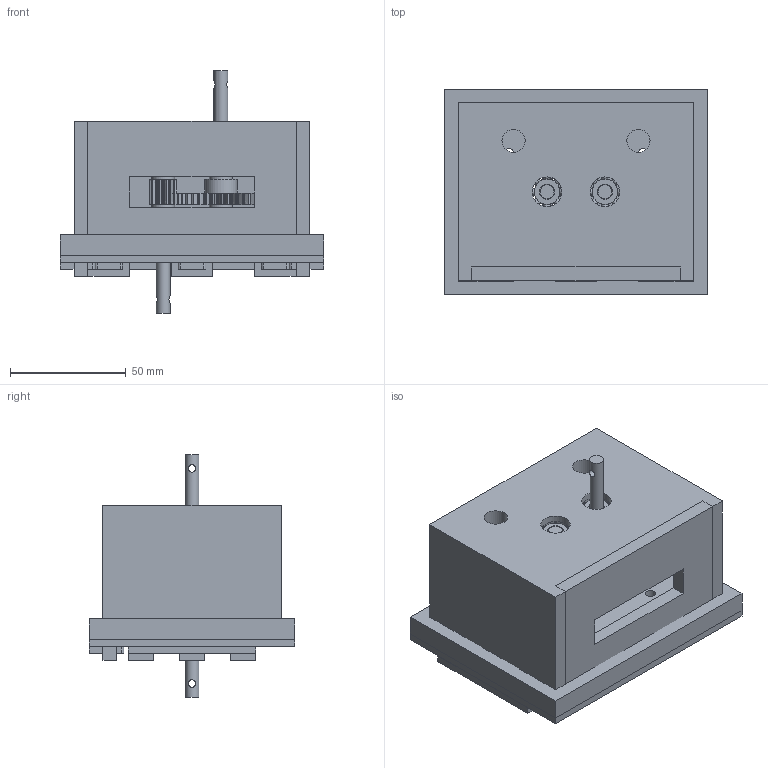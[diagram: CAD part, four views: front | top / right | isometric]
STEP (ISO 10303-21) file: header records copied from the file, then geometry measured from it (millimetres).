
FILE_DESCRIPTION(/* description */ (''),/* implementation_level */ '2;1');
FILE_NAME(/* name */ 'Disk_Sorter-Gearbox-STEP214.stp',/* time_stamp */ '2024-05-22T22:37:06+02:00',/* author */ (''),/* organization */ (''),/* preprocessor_version */ 'ST-DEVELOPER v19.3',/* originating_system */ 'SIEMENS PLM Software NX2212.4000',/* authorisation */ '');
FILE_SCHEMA (('AUTOMOTIVE_DESIGN { 1 0 10303 214 3 1 1 1 }'));
Length unit declared in the file: millimetre
Products named in the file (18): SKF_626_SKF_626_PART4; SKF_626_SKF_626_PART3; SKF_626_SKF_626_PART2; SKF_626_SKF_626_PART1; Klem achterwand; Klem zijwand; Voorwand; C-ring; Klein tandwiel tanden; Groot Tandwiel tanden; Bushing; Bushing MDF; As; Omhulsel; Onderplaat_9mm; Onderplaat_3mm; SKF_626; Assembly_tandwielkast
Assembly tree (43 placements, depth 3):
  Assembly_tandwielkast
    Onderplaat_3mm
    Onderplaat_9mm
    Omhulsel
    SKF_626  x4
      SKF_626_SKF_626_PART1
      SKF_626_SKF_626_PART2
      SKF_626_SKF_626_PART3
      SKF_626_SKF_626_PART4
    As  x2
    Bushing MDF  x4
    Bushing  x4
    Groot Tandwiel tanden
    Klein tandwiel tanden
    C-ring  x2
    Voorwand
    Klem zijwand  x2
    Klem achterwand
Bounding box: 114 x 89 x 105 mm (x, y, z)
Volume: 298713.4 mm3; surface area: 129746.3 mm2
Topology: 61 solids, 61 shells, 821 faces, 2239 edges, 1477 vertices
Faces by surface type: plane 341, extrusion 218, cylinder 190, torus 40, sphere 32
Full cylindrical faces by diameter (mm): 1.5 x4, 3.2 x4, 4 x2, 4.5 x8, 6 x8, 6.1 x8, 10 x10, 11.1 x8, 12.8 x2, 13 x2, 14 x1, 15.2 x8, 19 x6, 20 x4, 21.5 x2
Entity records: 24082 total; most frequent: CARTESIAN_POINT 7413, ORIENTED_EDGE 3670, DIRECTION 2696, EDGE_CURVE 1835, VECTOR 1270, VERTEX_POINT 1254, LINE 1052, EDGE_LOOP 850
